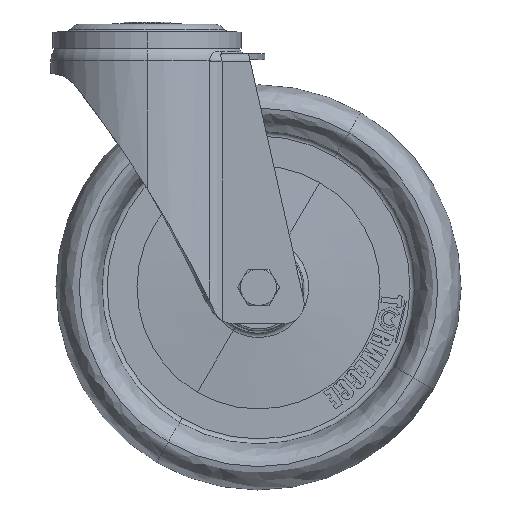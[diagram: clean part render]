
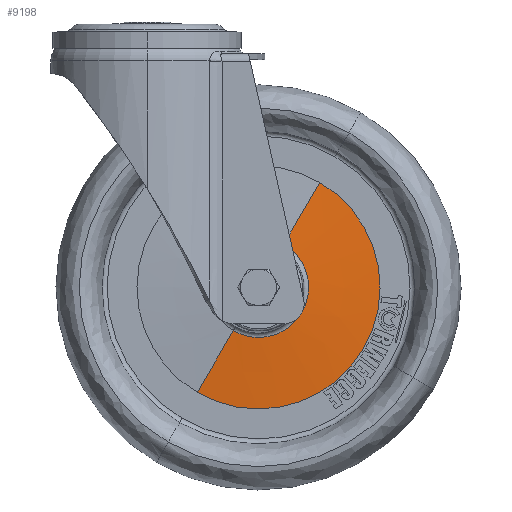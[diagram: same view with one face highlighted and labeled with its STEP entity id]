
A CAD part, top view. The second image highlights one B-rep face of the part: STEP entity #9198.
In plain terms, the highlighted conical face has half-angle 86.186 degrees and reference radius 22.5 mm.
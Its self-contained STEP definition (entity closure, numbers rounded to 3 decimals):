
#549 = EDGE_CURVE ( 'NONE', #19600, #3135, #3767, .T. ) ;
#695 = DIRECTION ( 'NONE',  ( 0., 0., -1. ) ) ;
#934 = CARTESIAN_POINT ( 'NONE',  ( 43.654, -150.43, 5.5 ) ) ;
#1812 = VERTEX_POINT ( 'NONE', #3862 ) ;
#1879 = DIRECTION ( 'NONE',  ( 0., 0., -1. ) ) ;
#2024 = DIRECTION ( 'NONE',  ( 0., 0., -1. ) ) ;
#2387 = CARTESIAN_POINT ( 'NONE',  ( 55., -131., 5.5 ) ) ;
#3135 = VERTEX_POINT ( 'NONE', #5459 ) ;
#3426 = EDGE_CURVE ( 'NONE', #19600, #1812, #20370, .T. ) ;
#3767 = LINE ( 'NONE', #25563, #11080 ) ;
#3862 = CARTESIAN_POINT ( 'NONE',  ( 42.526, -152.361, 5.351 ) ) ;
#4206 = CONICAL_SURFACE ( 'NONE', #13833, 22.5, 1.504 ) ;
#4249 = VERTEX_POINT ( 'NONE', #25409 ) ;
#5459 = CARTESIAN_POINT ( 'NONE',  ( 85.257, -79.188, 3. ) ) ;
#6759 = VECTOR ( 'NONE', #15045, 1000. ) ;
#8066 = DIRECTION ( 'NONE',  ( 0.503, 0.862, -0.067 ) ) ;
#9198 = ADVANCED_FACE ( 'NONE', ( #16007 ), #4206, .T. ) ;
#9256 = EDGE_LOOP ( 'NONE', ( #18651, #23499, #13068, #25268 ) ) ;
#10099 = EDGE_CURVE ( 'NONE', #1812, #4249, #20954, .T. ) ;
#11080 = VECTOR ( 'NONE', #8066, 1000. ) ;
#11964 = CARTESIAN_POINT ( 'NONE',  ( 55., -131., 3. ) ) ;
#13068 = ORIENTED_EDGE ( 'NONE', *, *, #22722, .F. ) ;
#13833 = AXIS2_PLACEMENT_3D ( 'NONE', #2387, #695, #25202 ) ;
#15045 = DIRECTION ( 'NONE',  ( -0.503, -0.862, -0.067 ) ) ;
#15237 = CARTESIAN_POINT ( 'NONE',  ( 67.474, -109.639, 5.351 ) ) ;
#15763 = DIRECTION ( 'NONE',  ( 0.504, 0.864, 0. ) ) ;
#16007 = FACE_OUTER_BOUND ( 'NONE', #9256, .T. ) ;
#17750 = CARTESIAN_POINT ( 'NONE',  ( 55., -131., 5.351 ) ) ;
#18405 = DIRECTION ( 'NONE',  ( 0.504, 0.864, 0. ) ) ;
#18651 = ORIENTED_EDGE ( 'NONE', *, *, #3426, .T. ) ;
#19600 = VERTEX_POINT ( 'NONE', #15237 ) ;
#19950 = AXIS2_PLACEMENT_3D ( 'NONE', #17750, #1879, #15763 ) ;
#20370 = CIRCLE ( 'NONE', #19950, 24.736 ) ;
#20590 = AXIS2_PLACEMENT_3D ( 'NONE', #11964, #2024, #18405 ) ;
#20954 = LINE ( 'NONE', #934, #6759 ) ;
#21012 = CIRCLE ( 'NONE', #20590, 60. ) ;
#22722 = EDGE_CURVE ( 'NONE', #3135, #4249, #21012, .T. ) ;
#23499 = ORIENTED_EDGE ( 'NONE', *, *, #10099, .T. ) ;
#25202 = DIRECTION ( 'NONE',  ( 0.504, 0.864, 0. ) ) ;
#25268 = ORIENTED_EDGE ( 'NONE', *, *, #549, .F. ) ;
#25409 = CARTESIAN_POINT ( 'NONE',  ( 24.743, -182.812, 3. ) ) ;
#25563 = CARTESIAN_POINT ( 'NONE',  ( 66.346, -111.57, 5.5 ) ) ;
